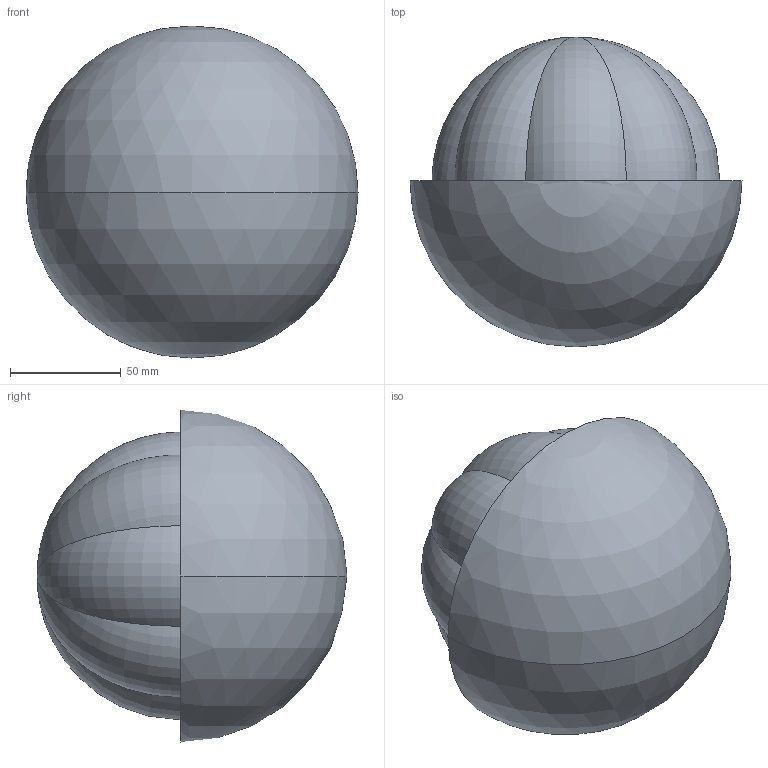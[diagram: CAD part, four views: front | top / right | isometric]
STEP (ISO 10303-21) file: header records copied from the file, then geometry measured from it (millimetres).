
FILE_DESCRIPTION (( 'STEP AP214' ), '1' );
FILE_NAME ('Part13.STEP', '2025-03-03T12:49:54', ( '' ), ( '' ), 'SwSTEP 2.0', 'SolidWorks 2024', '' );
FILE_SCHEMA (( 'AUTOMOTIVE_DESIGN' ));
Length unit declared in the file: millimetre
Products named in the file (1): Part13
Bounding box: 150 x 140 x 150 mm (x, y, z)
Volume: 1419435.9 mm3; surface area: 118942.3 mm2
Topology: 2 solids, 2 shells, 27 faces, 48 edges, 24 vertices
Faces by surface type: torus 24, sphere 2, plane 1
Entity records: 1582 total; most frequent: CARTESIAN_POINT 1090, DIRECTION 96, ORIENTED_EDGE 88, AXIS2_PLACEMENT_3D 48, EDGE_CURVE 44, EDGE_LOOP 28, ADVANCED_FACE 27, FACE_OUTER_BOUND 27
